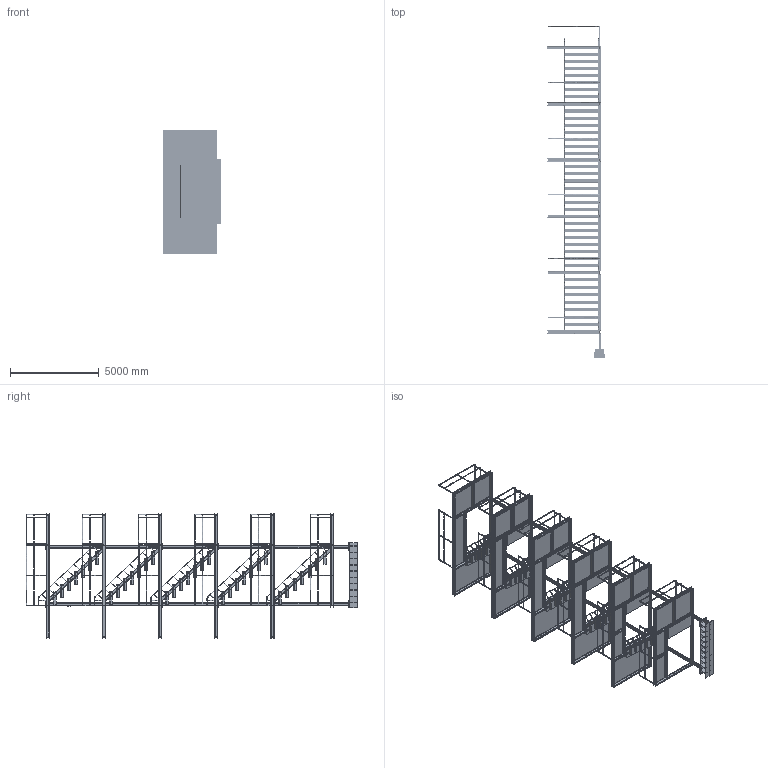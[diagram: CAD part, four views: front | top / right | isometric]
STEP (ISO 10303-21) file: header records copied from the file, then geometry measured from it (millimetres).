
FILE_DESCRIPTION(('FreeCAD Model'),'2;1');
FILE_NAME('Open CASCADE Shape Model','2025-05-01T20:56:40',('FreeCAD'),( 'FreeCAD'),'Open CASCADE STEP processor 7.6','FreeCAD','Unknown');
FILE_SCHEMA(('AUTOMOTIVE_DESIGN { 1 0 10303 214 1 1 1 1 }'));
Products named in the file (1): Open CASCADE STEP translator 7.6 1
Bounding box: 3272.12 x 18714.35 x 7040.02 mm (x, y, z)
Volume: 11795894683.5 mm3; surface area: 653154718 mm2
Topology: 671 solids, 671 shells, 5032 faces, 11416 edges, 7664 vertices
Faces by surface type: bspline 5032
Entity records: 166649 total; most frequent: CARTESIAN_POINT 97099, ORIENTED_EDGE 22832, EDGE_CURVE 11416, VERTEX_POINT 7664, B_SPLINE_CURVE_WITH_KNOTS 6816, FACE_BOUND 5994, EDGE_LOOP 5994, ADVANCED_FACE 5032
